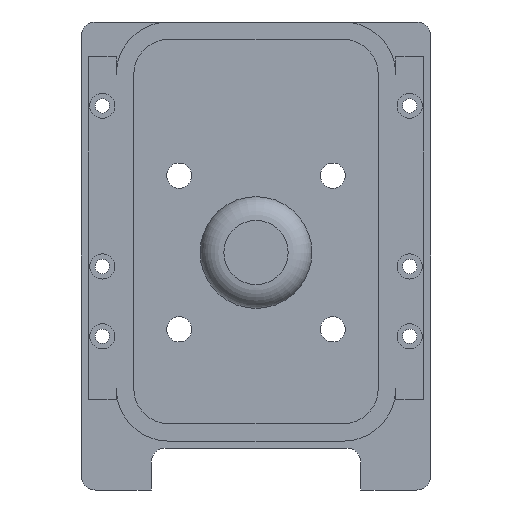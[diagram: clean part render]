
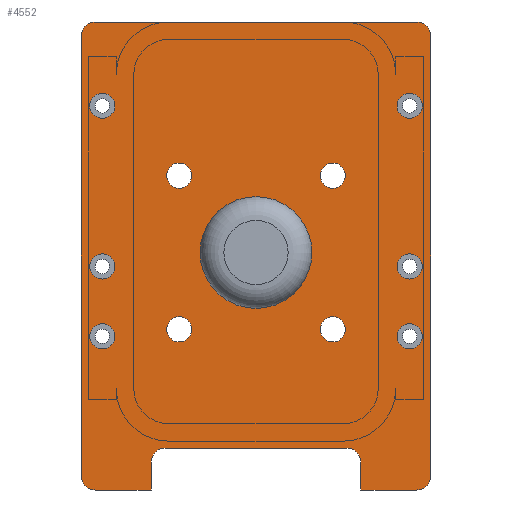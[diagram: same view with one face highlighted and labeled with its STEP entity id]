
A CAD part, front view. The second image highlights one B-rep face of the part: STEP entity #4552.
In plain terms, the highlighted planar face has unit normal (0, -1, 0).
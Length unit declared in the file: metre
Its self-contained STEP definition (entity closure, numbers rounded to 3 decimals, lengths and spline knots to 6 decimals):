
#289=CIRCLE('',#4941,0.009);
#290=CIRCLE('',#4942,0.009);
#291=CIRCLE('',#4943,0.009);
#292=CIRCLE('',#4944,0.009);
#293=CIRCLE('',#4945,0.009);
#294=CIRCLE('',#4946,0.009);
#295=CIRCLE('',#4947,0.009);
#296=CIRCLE('',#4948,0.009);
#297=CIRCLE('',#4949,0.009);
#298=CIRCLE('',#4950,0.009);
#299=CIRCLE('',#4951,0.04);
#300=CIRCLE('',#4952,0.01);
#301=CIRCLE('',#4953,0.01);
#302=CIRCLE('',#4954,0.01);
#303=CIRCLE('',#4955,0.01);
#304=CIRCLE('',#4956,0.01);
#305=CIRCLE('',#4957,0.01);
#756=ORIENTED_EDGE('',*,*,#1996,.F.);
#757=ORIENTED_EDGE('',*,*,#1997,.F.);
#758=ORIENTED_EDGE('',*,*,#1998,.F.);
#759=ORIENTED_EDGE('',*,*,#1999,.F.);
#760=ORIENTED_EDGE('',*,*,#2000,.F.);
#761=ORIENTED_EDGE('',*,*,#2001,.F.);
#762=ORIENTED_EDGE('',*,*,#2002,.F.);
#763=ORIENTED_EDGE('',*,*,#2003,.F.);
#764=ORIENTED_EDGE('',*,*,#2004,.F.);
#765=ORIENTED_EDGE('',*,*,#2005,.F.);
#766=ORIENTED_EDGE('',*,*,#2006,.F.);
#767=ORIENTED_EDGE('',*,*,#1984,.F.);
#768=ORIENTED_EDGE('',*,*,#2007,.F.);
#769=ORIENTED_EDGE('',*,*,#2008,.F.);
#770=ORIENTED_EDGE('',*,*,#2009,.F.);
#771=ORIENTED_EDGE('',*,*,#2010,.F.);
#772=ORIENTED_EDGE('',*,*,#2011,.F.);
#773=ORIENTED_EDGE('',*,*,#2012,.F.);
#774=ORIENTED_EDGE('',*,*,#2013,.F.);
#775=ORIENTED_EDGE('',*,*,#2014,.F.);
#776=ORIENTED_EDGE('',*,*,#2015,.F.);
#777=ORIENTED_EDGE('',*,*,#2016,.F.);
#778=ORIENTED_EDGE('',*,*,#2017,.F.);
#779=ORIENTED_EDGE('',*,*,#2018,.F.);
#780=ORIENTED_EDGE('',*,*,#2019,.F.);
#1984=EDGE_CURVE('',#2590,#2591,#2961,.T.);
#1996=EDGE_CURVE('',#2602,#2602,#289,.T.);
#1997=EDGE_CURVE('',#2603,#2603,#290,.T.);
#1998=EDGE_CURVE('',#2604,#2604,#291,.T.);
#1999=EDGE_CURVE('',#2605,#2605,#292,.T.);
#2000=EDGE_CURVE('',#2606,#2606,#293,.T.);
#2001=EDGE_CURVE('',#2607,#2607,#294,.T.);
#2002=EDGE_CURVE('',#2608,#2608,#295,.T.);
#2003=EDGE_CURVE('',#2609,#2609,#296,.T.);
#2004=EDGE_CURVE('',#2610,#2610,#297,.T.);
#2005=EDGE_CURVE('',#2611,#2611,#298,.T.);
#2006=EDGE_CURVE('',#2612,#2612,#299,.T.);
#2007=EDGE_CURVE('',#2613,#2590,#300,.T.);
#2008=EDGE_CURVE('',#2614,#2613,#2963,.T.);
#2009=EDGE_CURVE('',#2615,#2614,#301,.T.);
#2010=EDGE_CURVE('',#2616,#2615,#2964,.T.);
#2011=EDGE_CURVE('',#2617,#2616,#2965,.T.);
#2012=EDGE_CURVE('',#2618,#2617,#302,.T.);
#2013=EDGE_CURVE('',#2619,#2618,#2966,.T.);
#2014=EDGE_CURVE('',#2620,#2619,#303,.T.);
#2015=EDGE_CURVE('',#2621,#2620,#2967,.T.);
#2016=EDGE_CURVE('',#2622,#2621,#2968,.T.);
#2017=EDGE_CURVE('',#2623,#2622,#304,.T.);
#2018=EDGE_CURVE('',#2624,#2623,#2969,.T.);
#2019=EDGE_CURVE('',#2591,#2624,#305,.T.);
#2590=VERTEX_POINT('',#7333);
#2591=VERTEX_POINT('',#7335);
#2602=VERTEX_POINT('',#7359);
#2603=VERTEX_POINT('',#7361);
#2604=VERTEX_POINT('',#7363);
#2605=VERTEX_POINT('',#7365);
#2606=VERTEX_POINT('',#7367);
#2607=VERTEX_POINT('',#7369);
#2608=VERTEX_POINT('',#7371);
#2609=VERTEX_POINT('',#7373);
#2610=VERTEX_POINT('',#7375);
#2611=VERTEX_POINT('',#7377);
#2612=VERTEX_POINT('',#7379);
#2613=VERTEX_POINT('',#7381);
#2614=VERTEX_POINT('',#7383);
#2615=VERTEX_POINT('',#7385);
#2616=VERTEX_POINT('',#7387);
#2617=VERTEX_POINT('',#7389);
#2618=VERTEX_POINT('',#7391);
#2619=VERTEX_POINT('',#7393);
#2620=VERTEX_POINT('',#7395);
#2621=VERTEX_POINT('',#7397);
#2622=VERTEX_POINT('',#7399);
#2623=VERTEX_POINT('',#7401);
#2624=VERTEX_POINT('',#7403);
#2961=LINE('',#7334,#3301);
#2963=LINE('',#7382,#3303);
#2964=LINE('',#7386,#3304);
#2965=LINE('',#7388,#3305);
#2966=LINE('',#7392,#3306);
#2967=LINE('',#7396,#3307);
#2968=LINE('',#7398,#3308);
#2969=LINE('',#7402,#3309);
#3301=VECTOR('',#5722,1.);
#3303=VECTOR('',#5770,1.);
#3304=VECTOR('',#5773,1.);
#3305=VECTOR('',#5774,1.);
#3306=VECTOR('',#5777,1.);
#3307=VECTOR('',#5780,1.);
#3308=VECTOR('',#5781,1.);
#3309=VECTOR('',#5784,1.);
#3594=EDGE_LOOP('',(#756));
#3595=EDGE_LOOP('',(#757));
#3596=EDGE_LOOP('',(#758));
#3597=EDGE_LOOP('',(#759));
#3598=EDGE_LOOP('',(#760));
#3599=EDGE_LOOP('',(#761));
#3600=EDGE_LOOP('',(#762));
#3601=EDGE_LOOP('',(#763));
#3602=EDGE_LOOP('',(#764));
#3603=EDGE_LOOP('',(#765));
#3604=EDGE_LOOP('',(#766));
#3605=EDGE_LOOP('',(#767,#768,#769,#770,#771,#772,#773,#774,#775,#776,#777,
#778,#779,#780));
#4034=FACE_BOUND('',#3594,.T.);
#4035=FACE_BOUND('',#3595,.T.);
#4036=FACE_BOUND('',#3596,.T.);
#4037=FACE_BOUND('',#3597,.T.);
#4038=FACE_BOUND('',#3598,.T.);
#4039=FACE_BOUND('',#3599,.T.);
#4040=FACE_BOUND('',#3600,.T.);
#4041=FACE_BOUND('',#3601,.T.);
#4042=FACE_BOUND('',#3602,.T.);
#4043=FACE_BOUND('',#3603,.T.);
#4044=FACE_BOUND('',#3604,.T.);
#4045=FACE_BOUND('',#3605,.T.);
#4409=PLANE('',#4940);
#4552=ADVANCED_FACE('',(#4034,#4035,#4036,#4037,#4038,#4039,#4040,#4041,
#4042,#4043,#4044,#4045),#4409,.T.);
#4940=AXIS2_PLACEMENT_3D('',#7357,#5744,#5745);
#4941=AXIS2_PLACEMENT_3D('',#7358,#5746,#5747);
#4942=AXIS2_PLACEMENT_3D('',#7360,#5748,#5749);
#4943=AXIS2_PLACEMENT_3D('',#7362,#5750,#5751);
#4944=AXIS2_PLACEMENT_3D('',#7364,#5752,#5753);
#4945=AXIS2_PLACEMENT_3D('',#7366,#5754,#5755);
#4946=AXIS2_PLACEMENT_3D('',#7368,#5756,#5757);
#4947=AXIS2_PLACEMENT_3D('',#7370,#5758,#5759);
#4948=AXIS2_PLACEMENT_3D('',#7372,#5760,#5761);
#4949=AXIS2_PLACEMENT_3D('',#7374,#5762,#5763);
#4950=AXIS2_PLACEMENT_3D('',#7376,#5764,#5765);
#4951=AXIS2_PLACEMENT_3D('',#7378,#5766,#5767);
#4952=AXIS2_PLACEMENT_3D('',#7380,#5768,#5769);
#4953=AXIS2_PLACEMENT_3D('',#7384,#5771,#5772);
#4954=AXIS2_PLACEMENT_3D('',#7390,#5775,#5776);
#4955=AXIS2_PLACEMENT_3D('',#7394,#5778,#5779);
#4956=AXIS2_PLACEMENT_3D('',#7400,#5782,#5783);
#4957=AXIS2_PLACEMENT_3D('',#7404,#5785,#5786);
#5722=DIRECTION('',(1.,0.,0.));
#5744=DIRECTION('',(0.,-1.,0.));
#5745=DIRECTION('',(1.,0.,0.));
#5746=DIRECTION('',(0.,-1.,0.));
#5747=DIRECTION('',(0.,0.,-1.));
#5748=DIRECTION('',(0.,-1.,0.));
#5749=DIRECTION('',(0.,0.,-1.));
#5750=DIRECTION('',(0.,-1.,0.));
#5751=DIRECTION('',(0.,0.,-1.));
#5752=DIRECTION('',(0.,-1.,0.));
#5753=DIRECTION('',(0.,0.,-1.));
#5754=DIRECTION('',(0.,-1.,0.));
#5755=DIRECTION('',(0.,0.,-1.));
#5756=DIRECTION('',(0.,-1.,0.));
#5757=DIRECTION('',(0.,0.,-1.));
#5758=DIRECTION('',(0.,-1.,0.));
#5759=DIRECTION('',(0.,0.,-1.));
#5760=DIRECTION('',(0.,-1.,0.));
#5761=DIRECTION('',(0.,0.,-1.));
#5762=DIRECTION('',(0.,-1.,0.));
#5763=DIRECTION('',(0.,0.,-1.));
#5764=DIRECTION('',(0.,-1.,0.));
#5765=DIRECTION('',(0.,0.,-1.));
#5766=DIRECTION('',(0.,-1.,0.));
#5767=DIRECTION('',(0.,0.,-1.));
#5768=DIRECTION('',(0.,1.,0.));
#5769=DIRECTION('',(0.,0.,-1.));
#5770=DIRECTION('',(0.,0.,1.));
#5771=DIRECTION('',(0.,1.,0.));
#5772=DIRECTION('',(0.,0.,-1.));
#5773=DIRECTION('',(-1.,0.,0.));
#5774=DIRECTION('',(0.,0.,-1.));
#5775=DIRECTION('',(0.,-1.,0.));
#5776=DIRECTION('',(0.,0.,-1.));
#5777=DIRECTION('',(-1.,0.,0.));
#5778=DIRECTION('',(0.,-1.,0.));
#5779=DIRECTION('',(0.,0.,-1.));
#5780=DIRECTION('',(0.,0.,1.));
#5781=DIRECTION('',(-1.,0.,0.));
#5782=DIRECTION('',(0.,1.,0.));
#5783=DIRECTION('',(0.,0.,-1.));
#5784=DIRECTION('',(0.,0.,-1.));
#5785=DIRECTION('',(0.,1.,0.));
#5786=DIRECTION('',(0.,0.,-1.));
#7333=CARTESIAN_POINT('',(-0.115,-1.752,0.15));
#7334=CARTESIAN_POINT('',(0.,-1.752,0.15));
#7335=CARTESIAN_POINT('',(0.115,-1.752,0.15));
#7357=CARTESIAN_POINT('',(0.,-1.752,-0.0175));
#7358=CARTESIAN_POINT('',(-0.11,-1.752,-0.075));
#7359=CARTESIAN_POINT('',(-0.11,-1.752,-0.084));
#7360=CARTESIAN_POINT('',(-0.055,-1.752,0.04));
#7361=CARTESIAN_POINT('',(-0.055,-1.752,0.031));
#7362=CARTESIAN_POINT('',(0.055,-1.752,0.04));
#7363=CARTESIAN_POINT('',(0.055,-1.752,0.031));
#7364=CARTESIAN_POINT('',(-0.055,-1.752,-0.07));
#7365=CARTESIAN_POINT('',(-0.055,-1.752,-0.079));
#7366=CARTESIAN_POINT('',(0.11,-1.752,0.09));
#7367=CARTESIAN_POINT('',(0.11,-1.752,0.081));
#7368=CARTESIAN_POINT('',(0.11,-1.752,-0.025));
#7369=CARTESIAN_POINT('',(0.11,-1.752,-0.034));
#7370=CARTESIAN_POINT('',(0.11,-1.752,-0.075));
#7371=CARTESIAN_POINT('',(0.11,-1.752,-0.084));
#7372=CARTESIAN_POINT('',(-0.11,-1.752,-0.025));
#7373=CARTESIAN_POINT('',(-0.11,-1.752,-0.034));
#7374=CARTESIAN_POINT('',(0.055,-1.752,-0.07));
#7375=CARTESIAN_POINT('',(0.055,-1.752,-0.079));
#7376=CARTESIAN_POINT('',(-0.11,-1.752,0.09));
#7377=CARTESIAN_POINT('',(-0.11,-1.752,0.081));
#7378=CARTESIAN_POINT('',(0.,-1.752,-0.015));
#7379=CARTESIAN_POINT('',(0.,-1.752,-0.055));
#7380=CARTESIAN_POINT('',(-0.115,-1.752,0.14));
#7381=CARTESIAN_POINT('',(-0.125,-1.752,0.14));
#7382=CARTESIAN_POINT('',(-0.125,-1.752,-0.0175));
#7383=CARTESIAN_POINT('',(-0.125,-1.752,-0.175));
#7384=CARTESIAN_POINT('',(-0.115,-1.752,-0.175));
#7385=CARTESIAN_POINT('',(-0.115,-1.752,-0.185));
#7386=CARTESIAN_POINT('',(-0.095,-1.752,-0.185));
#7387=CARTESIAN_POINT('',(-0.075,-1.752,-0.185));
#7388=CARTESIAN_POINT('',(-0.075,-1.752,-0.175));
#7389=CARTESIAN_POINT('',(-0.075,-1.752,-0.165));
#7390=CARTESIAN_POINT('',(-0.065,-1.752,-0.165));
#7391=CARTESIAN_POINT('',(-0.065,-1.752,-0.155));
#7392=CARTESIAN_POINT('',(0.,-1.752,-0.155));
#7393=CARTESIAN_POINT('',(0.065,-1.752,-0.155));
#7394=CARTESIAN_POINT('',(0.065,-1.752,-0.165));
#7395=CARTESIAN_POINT('',(0.075,-1.752,-0.165));
#7396=CARTESIAN_POINT('',(0.075,-1.752,-0.175));
#7397=CARTESIAN_POINT('',(0.075,-1.752,-0.185));
#7398=CARTESIAN_POINT('',(0.095,-1.752,-0.185));
#7399=CARTESIAN_POINT('',(0.115,-1.752,-0.185));
#7400=CARTESIAN_POINT('',(0.115,-1.752,-0.175));
#7401=CARTESIAN_POINT('',(0.125,-1.752,-0.175));
#7402=CARTESIAN_POINT('',(0.125,-1.752,-0.0175));
#7403=CARTESIAN_POINT('',(0.125,-1.752,0.14));
#7404=CARTESIAN_POINT('',(0.115,-1.752,0.14));
